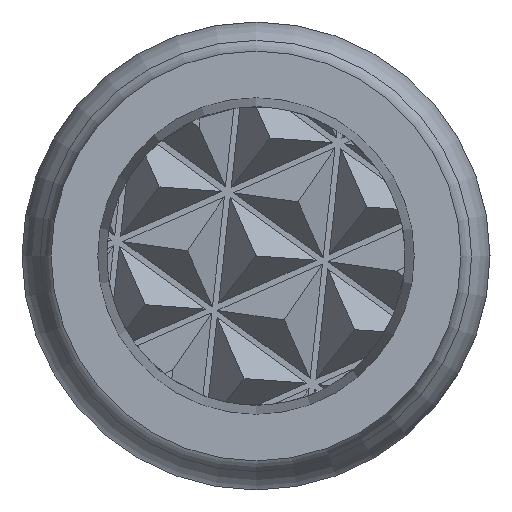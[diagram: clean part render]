
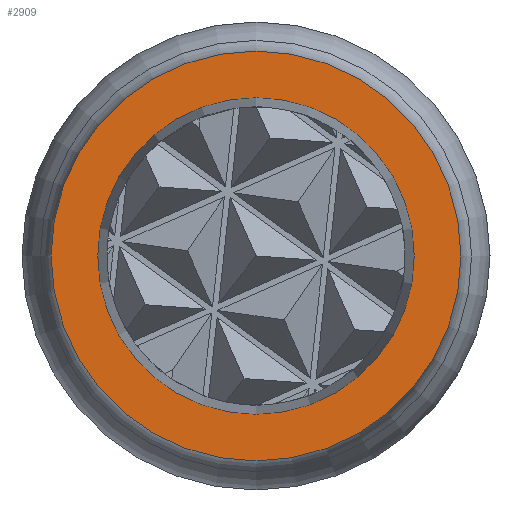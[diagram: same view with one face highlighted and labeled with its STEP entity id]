
A CAD part, left-side view. The second image highlights one B-rep face of the part: STEP entity #2909.
In plain terms, the highlighted planar face has unit normal (-1, 0, 0).
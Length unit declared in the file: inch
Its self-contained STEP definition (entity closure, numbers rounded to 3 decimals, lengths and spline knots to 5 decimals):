
#41 = DIRECTION ( 'NONE',  ( 1., 0., 0. ) ) ;
#63 = EDGE_CURVE ( 'NONE', #3903, #3903, #1876, .T. ) ;
#240 = CARTESIAN_POINT ( 'NONE',  ( 0., 0., -0.0176 ) ) ;
#285 = FACE_BOUND ( 'NONE', #2098, .T. ) ;
#374 = CARTESIAN_POINT ( 'NONE',  ( 0., 0., 0. ) ) ;
#611 = VERTEX_POINT ( 'NONE', #1522 ) ;
#613 = DIRECTION ( 'NONE',  ( -1., 0., 0. ) ) ;
#1001 = DIRECTION ( 'NONE',  ( 0., 0., 1. ) ) ;
#1010 = CIRCLE ( 'NONE', #1189, 0.01359 ) ;
#1134 = DIRECTION ( 'NONE',  ( 0., 0., 1. ) ) ;
#1161 = PLANE ( 'NONE',  #3215 ) ;
#1189 = AXIS2_PLACEMENT_3D ( 'NONE', #374, #41, #1001 ) ;
#1255 = DIRECTION ( 'NONE',  ( 1., 0., 0. ) ) ;
#1303 = ORIENTED_EDGE ( 'NONE', *, *, #1843, .T. ) ;
#1522 = CARTESIAN_POINT ( 'NONE',  ( 0., 0., 0.01359 ) ) ;
#1707 = ORIENTED_EDGE ( 'NONE', *, *, #63, .F. ) ;
#1843 = EDGE_CURVE ( 'NONE', #611, #611, #1010, .T. ) ;
#1876 = CIRCLE ( 'NONE', #3344, 0.0176 ) ;
#2098 = EDGE_LOOP ( 'NONE', ( #1303 ) ) ;
#2909 = ADVANCED_FACE ( 'NONE', ( #285, #3577 ), #1161, .T. ) ;
#3215 = AXIS2_PLACEMENT_3D ( 'NONE', #3340, #613, #1134 ) ;
#3340 = CARTESIAN_POINT ( 'NONE',  ( 0., 0.0165, 0. ) ) ;
#3344 = AXIS2_PLACEMENT_3D ( 'NONE', #3428, #1255, #3403 ) ;
#3403 = DIRECTION ( 'NONE',  ( 0., 0., -1. ) ) ;
#3428 = CARTESIAN_POINT ( 'NONE',  ( 0., 0., 0. ) ) ;
#3577 = FACE_OUTER_BOUND ( 'NONE', #3705, .T. ) ;
#3705 = EDGE_LOOP ( 'NONE', ( #1707 ) ) ;
#3903 = VERTEX_POINT ( 'NONE', #240 ) ;
